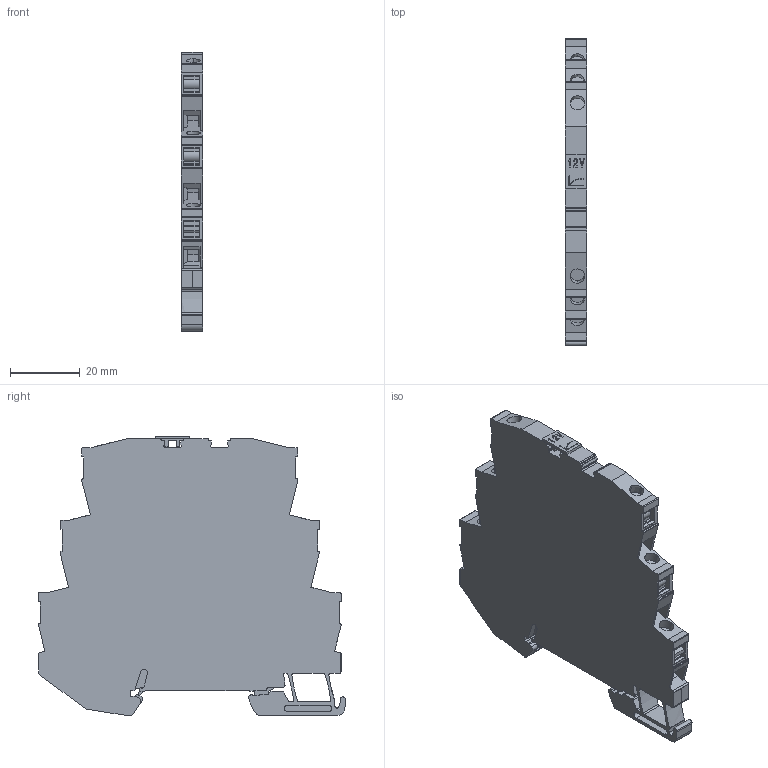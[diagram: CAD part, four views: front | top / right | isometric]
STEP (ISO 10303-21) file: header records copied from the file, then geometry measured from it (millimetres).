
FILE_DESCRIPTION(('CATIA V5 STEP Exchange','CAx-IF Rec.Pracs.--- Model Styling and Organization---1.5--- 2016-08-15','CAx-IF Rec.Pracs.---Supplemental Geometry---1.0---2011-11-01','CAx-IF Rec.Pracs.--- Composite Materials ---1.1---2010-07-15'),'2;1');
FILE_NAME ('9299048_5', '2025-09-23T06:52:07+00:00', ('none'), ('Weidmueller'), 'CATIA Version 5-6 Release 2024 SP4', 'CATIA V5 STEP AP214 v3', 'none');
FILE_SCHEMA(('AUTOMOTIVE_DESIGN { 1 0 10303 214 1 1 1 1 }'));
Length unit declared in the file: millimetre
Products named in the file (1): 1064150000
Bounding box: 6.1 x 88.11 x 80.34 mm (x, y, z)
Volume: 25457 mm3; surface area: 21784.9 mm2
Topology: 14 solids, 14 shells, 866 faces, 2592 edges, 1775 vertices
Faces by surface type: plane 581, cylinder 232, extrusion 53
Entity records: 29047 total; most frequent: CARTESIAN_POINT 6318, ORIENTED_EDGE 5184, DIRECTION 3833, EDGE_CURVE 2592, VECTOR 2017, LINE 1964, VERTEX_POINT 1775, AXIS2_PLACEMENT_3D 1155
